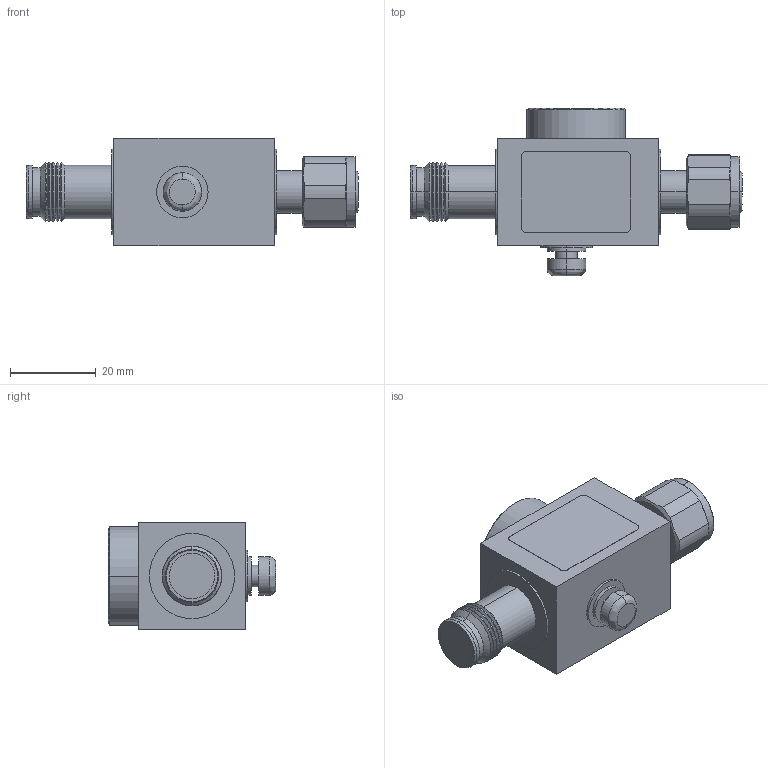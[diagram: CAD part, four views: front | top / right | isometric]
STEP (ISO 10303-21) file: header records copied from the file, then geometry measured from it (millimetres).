
FILE_DESCRIPTION (( 'STEP AP214' ), '1' );
FILE_NAME ('QWP-22M22F-ER_3D.STEP', '2022-11-01T16:36:46', ( '' ), ( '' ), 'SwSTEP 2.0', 'SolidWorks 2022', '' );
FILE_SCHEMA (( 'AUTOMOTIVE_DESIGN' ));
Length unit declared in the file: inch
Products named in the file (1): QWP-22M22F-ER_3D
Bounding box: 77.5 x 39.1 x 25.15 mm (x, y, z)
Volume: 32897.2 mm3; surface area: 8345.4 mm2
Topology: 2 solids, 2 shells, 121 faces, 278 edges, 175 vertices
Faces by surface type: cylinder 44, plane 39, cone 32, bspline 6
Entity records: 3741 total; most frequent: CARTESIAN_POINT 924, DIRECTION 606, ORIENTED_EDGE 556, EDGE_CURVE 278, AXIS2_PLACEMENT_3D 243, VERTEX_POINT 175, EDGE_LOOP 135, CIRCLE 127
